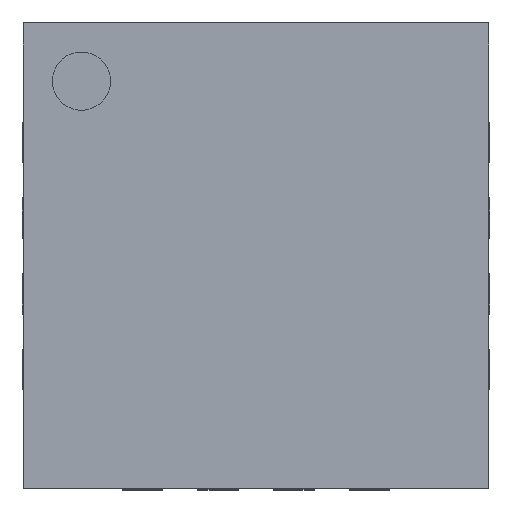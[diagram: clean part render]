
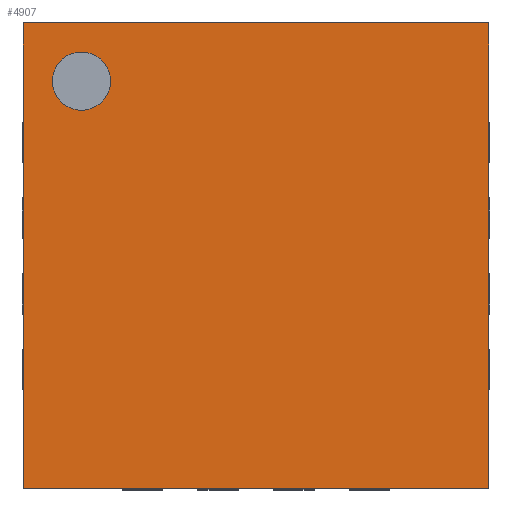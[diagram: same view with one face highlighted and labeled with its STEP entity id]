
A CAD part, top view. The second image highlights one B-rep face of the part: STEP entity #4907.
In plain terms, the highlighted planar face has unit normal (0, 0, 1).
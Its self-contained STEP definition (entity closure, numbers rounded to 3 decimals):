
#354 = VECTOR ( 'NONE', #558, 1000. ) ;
#391 = VERTEX_POINT ( 'NONE', #4417 ) ;
#468 = FACE_BOUND ( 'NONE', #2557, .T. ) ;
#558 = DIRECTION ( 'NONE',  ( -1., 0., 0. ) ) ;
#591 = CARTESIAN_POINT ( 'NONE',  ( -2., -2., 1.15 ) ) ;
#678 = EDGE_CURVE ( 'NONE', #3196, #1041, #4746, .T. ) ;
#748 = ORIENTED_EDGE ( 'NONE', *, *, #2489, .T. ) ;
#815 = CARTESIAN_POINT ( 'NONE',  ( -2., 2., 1.15 ) ) ;
#901 = DIRECTION ( 'NONE',  ( 1., 0., 0. ) ) ;
#995 = EDGE_CURVE ( 'NONE', #3168, #3196, #2591, .T. ) ;
#1041 = VERTEX_POINT ( 'NONE', #4427 ) ;
#1115 = ORIENTED_EDGE ( 'NONE', *, *, #1568, .F. ) ;
#1151 = VECTOR ( 'NONE', #2002, 1000. ) ;
#1198 = CARTESIAN_POINT ( 'NONE',  ( 2., 2., 1.15 ) ) ;
#1559 = EDGE_CURVE ( 'NONE', #2550, #3168, #3008, .T. ) ;
#1568 = EDGE_CURVE ( 'NONE', #391, #3776, #2190, .T. ) ;
#1587 = AXIS2_PLACEMENT_3D ( 'NONE', #3842, #5097, #1638 ) ;
#1638 = DIRECTION ( 'NONE',  ( 1., 0., 0. ) ) ;
#1732 = EDGE_CURVE ( 'NONE', #3776, #391, #5262, .T. ) ;
#1947 = ORIENTED_EDGE ( 'NONE', *, *, #995, .T. ) ;
#2002 = DIRECTION ( 'NONE',  ( 0., -1., 0. ) ) ;
#2190 = CIRCLE ( 'NONE', #2967, 0.25 ) ;
#2293 = CARTESIAN_POINT ( 'NONE',  ( 2., -2., 1.15 ) ) ;
#2433 = CARTESIAN_POINT ( 'NONE',  ( -2., 2., 1.15 ) ) ;
#2489 = EDGE_CURVE ( 'NONE', #1041, #2550, #4037, .T. ) ;
#2550 = VERTEX_POINT ( 'NONE', #2293 ) ;
#2557 = EDGE_LOOP ( 'NONE', ( #1115, #3053 ) ) ;
#2558 = AXIS2_PLACEMENT_3D ( 'NONE', #3799, #3469, #901 ) ;
#2591 = LINE ( 'NONE', #3103, #354 ) ;
#2866 = DIRECTION ( 'NONE',  ( 1., 0., 0. ) ) ;
#2897 = CARTESIAN_POINT ( 'NONE',  ( 2., 2., 1.15 ) ) ;
#2967 = AXIS2_PLACEMENT_3D ( 'NONE', #4639, #3746, #2866 ) ;
#3008 = LINE ( 'NONE', #1198, #3739 ) ;
#3053 = ORIENTED_EDGE ( 'NONE', *, *, #1732, .F. ) ;
#3103 = CARTESIAN_POINT ( 'NONE',  ( -2., 2., 1.15 ) ) ;
#3168 = VERTEX_POINT ( 'NONE', #2897 ) ;
#3196 = VERTEX_POINT ( 'NONE', #815 ) ;
#3304 = ORIENTED_EDGE ( 'NONE', *, *, #1559, .T. ) ;
#3469 = DIRECTION ( 'NONE',  ( 0., 0., 1. ) ) ;
#3599 = FACE_OUTER_BOUND ( 'NONE', #5244, .T. ) ;
#3733 = CARTESIAN_POINT ( 'NONE',  ( -1.75, 1.5, 1.15 ) ) ;
#3739 = VECTOR ( 'NONE', #4178, 1000. ) ;
#3746 = DIRECTION ( 'NONE',  ( 0., 0., 1. ) ) ;
#3776 = VERTEX_POINT ( 'NONE', #3733 ) ;
#3799 = CARTESIAN_POINT ( 'NONE',  ( -1.5, 1.5, 1.15 ) ) ;
#3842 = CARTESIAN_POINT ( 'NONE',  ( 0., 0., 1.15 ) ) ;
#4037 = LINE ( 'NONE', #591, #4709 ) ;
#4178 = DIRECTION ( 'NONE',  ( 0., 1., 0. ) ) ;
#4417 = CARTESIAN_POINT ( 'NONE',  ( -1.25, 1.5, 1.15 ) ) ;
#4427 = CARTESIAN_POINT ( 'NONE',  ( -2., -2., 1.15 ) ) ;
#4461 = DIRECTION ( 'NONE',  ( 1., 0., 0. ) ) ;
#4639 = CARTESIAN_POINT ( 'NONE',  ( -1.5, 1.5, 1.15 ) ) ;
#4709 = VECTOR ( 'NONE', #4461, 1000. ) ;
#4746 = LINE ( 'NONE', #2433, #1151 ) ;
#4765 = ORIENTED_EDGE ( 'NONE', *, *, #678, .T. ) ;
#4907 = ADVANCED_FACE ( 'NONE', ( #468, #3599 ), #5078, .T. ) ;
#5078 = PLANE ( 'NONE',  #1587 ) ;
#5097 = DIRECTION ( 'NONE',  ( 0., 0., 1. ) ) ;
#5244 = EDGE_LOOP ( 'NONE', ( #3304, #1947, #4765, #748 ) ) ;
#5262 = CIRCLE ( 'NONE', #2558, 0.25 ) ;
